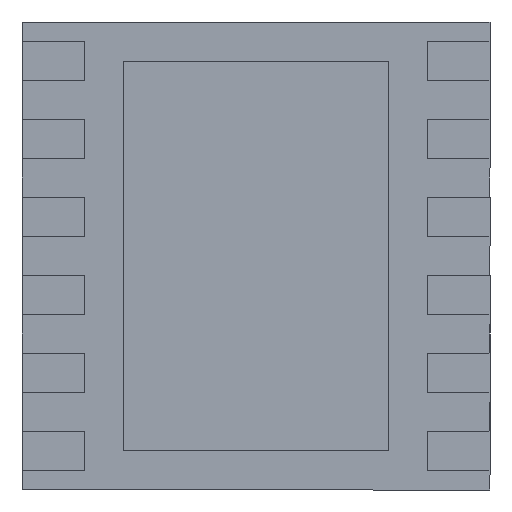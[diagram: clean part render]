
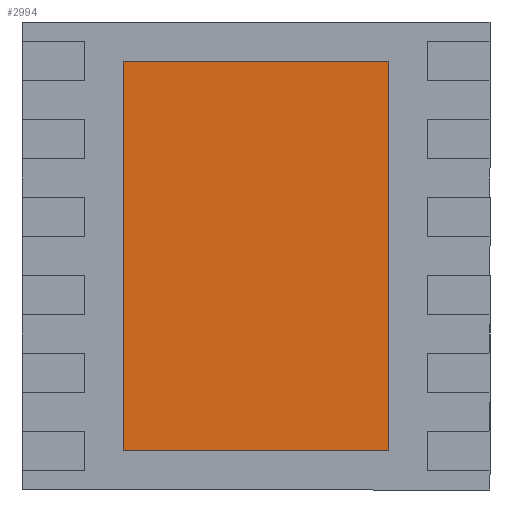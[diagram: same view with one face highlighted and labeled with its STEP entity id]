
A CAD part, front view. The second image highlights one B-rep face of the part: STEP entity #2994.
In plain terms, the highlighted planar face has unit normal (0, -1, 0).
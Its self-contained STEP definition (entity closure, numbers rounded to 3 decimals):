
#8 = DIRECTION ( 'NONE',  ( 0., 0., -1. ) ) ;
#27 = ORIENTED_EDGE ( 'NONE', *, *, #3733, .T. ) ;
#43 = LINE ( 'NONE', #928, #2412 ) ;
#83 = VERTEX_POINT ( 'NONE', #291 ) ;
#171 = CARTESIAN_POINT ( 'NONE',  ( -0.85, 0., 1.25 ) ) ;
#224 = DIRECTION ( 'NONE',  ( 1., 0., 0. ) ) ;
#291 = CARTESIAN_POINT ( 'NONE',  ( 0.85, 0., 1.25 ) ) ;
#296 = VERTEX_POINT ( 'NONE', #441 ) ;
#441 = CARTESIAN_POINT ( 'NONE',  ( -0.85, 0., -1.25 ) ) ;
#563 = EDGE_LOOP ( 'NONE', ( #27, #3087, #3404, #3749 ) ) ;
#593 = DIRECTION ( 'NONE',  ( 0., 0., 1. ) ) ;
#646 = CARTESIAN_POINT ( 'NONE',  ( 0.85, 0., -1.25 ) ) ;
#880 = VERTEX_POINT ( 'NONE', #646 ) ;
#928 = CARTESIAN_POINT ( 'NONE',  ( -0.85, 0., 1.25 ) ) ;
#1080 = AXIS2_PLACEMENT_3D ( 'NONE', #2043, #3676, #2020 ) ;
#1273 = CARTESIAN_POINT ( 'NONE',  ( 0.85, 0., 1.25 ) ) ;
#1923 = FACE_OUTER_BOUND ( 'NONE', #563, .T. ) ;
#2020 = DIRECTION ( 'NONE',  ( 0., 0., -1. ) ) ;
#2043 = CARTESIAN_POINT ( 'NONE',  ( 0., 0., 0. ) ) ;
#2155 = DIRECTION ( 'NONE',  ( -1., 0., 0. ) ) ;
#2225 = LINE ( 'NONE', #1273, #3177 ) ;
#2322 = EDGE_CURVE ( 'NONE', #296, #880, #3715, .T. ) ;
#2412 = VECTOR ( 'NONE', #8, 1000. ) ;
#2570 = EDGE_CURVE ( 'NONE', #880, #83, #2225, .T. ) ;
#2763 = CARTESIAN_POINT ( 'NONE',  ( 0.85, 0., -1.25 ) ) ;
#2994 = ADVANCED_FACE ( 'NONE', ( #1923 ), #3649, .T. ) ;
#3080 = VECTOR ( 'NONE', #2155, 1000. ) ;
#3087 = ORIENTED_EDGE ( 'NONE', *, *, #3761, .T. ) ;
#3177 = VECTOR ( 'NONE', #593, 1000. ) ;
#3180 = VECTOR ( 'NONE', #224, 1000. ) ;
#3404 = ORIENTED_EDGE ( 'NONE', *, *, #2322, .T. ) ;
#3431 = VERTEX_POINT ( 'NONE', #171 ) ;
#3493 = LINE ( 'NONE', #4061, #3080 ) ;
#3649 = PLANE ( 'NONE',  #1080 ) ;
#3676 = DIRECTION ( 'NONE',  ( 0., -1., 0. ) ) ;
#3715 = LINE ( 'NONE', #2763, #3180 ) ;
#3733 = EDGE_CURVE ( 'NONE', #83, #3431, #3493, .T. ) ;
#3749 = ORIENTED_EDGE ( 'NONE', *, *, #2570, .T. ) ;
#3761 = EDGE_CURVE ( 'NONE', #3431, #296, #43, .T. ) ;
#4061 = CARTESIAN_POINT ( 'NONE',  ( 0.85, 0., 1.25 ) ) ;
